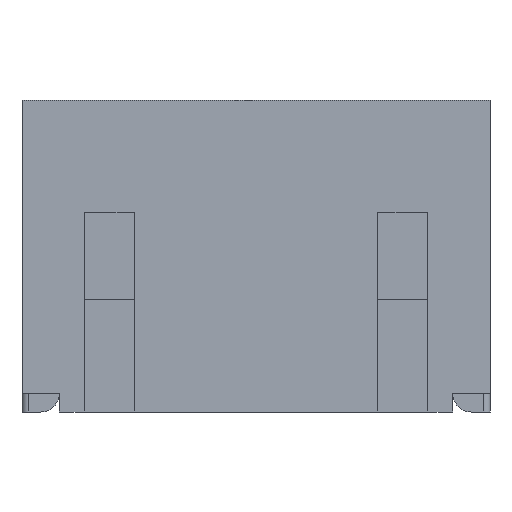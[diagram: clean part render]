
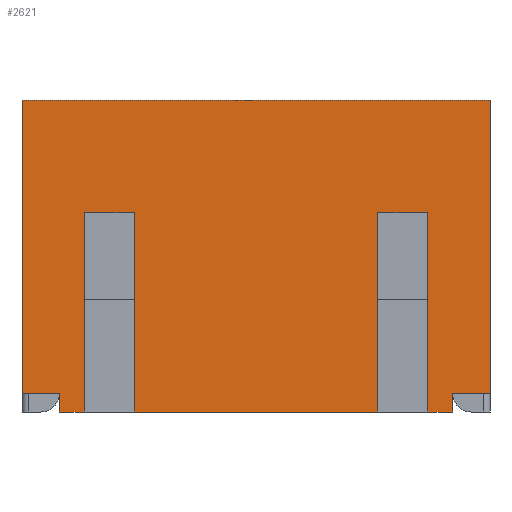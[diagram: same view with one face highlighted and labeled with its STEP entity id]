
A CAD part, left-side view. The second image highlights one B-rep face of the part: STEP entity #2621.
In plain terms, the highlighted planar face has unit normal (-1, 0, 0).
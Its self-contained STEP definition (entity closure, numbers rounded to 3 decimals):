
#37=PLANE('',#2825);
#179=FACE_OUTER_BOUND('',#317,.T.);
#317=EDGE_LOOP('',(#1957,#1958,#1959,#1960,#1961,#1962,#1963,#1964,#1965,
#1966,#1967,#1968,#1969,#1970,#1971,#1972));
#455=LINE('',#3820,#780);
#459=LINE('',#3828,#784);
#465=LINE('',#3841,#790);
#486=LINE('',#3883,#811);
#499=LINE('',#3908,#824);
#500=LINE('',#3910,#825);
#501=LINE('',#3912,#826);
#502=LINE('',#3914,#827);
#503=LINE('',#3916,#828);
#504=LINE('',#3918,#829);
#505=LINE('',#3920,#830);
#506=LINE('',#3922,#831);
#507=LINE('',#3924,#832);
#508=LINE('',#3926,#833);
#509=LINE('',#3927,#834);
#510=LINE('',#3928,#835);
#780=VECTOR('',#3119,10.);
#784=VECTOR('',#3125,10.);
#790=VECTOR('',#3135,10.);
#811=VECTOR('',#3168,10.);
#824=VECTOR('',#3187,10.);
#825=VECTOR('',#3188,10.);
#826=VECTOR('',#3189,10.);
#827=VECTOR('',#3190,10.);
#828=VECTOR('',#3191,10.);
#829=VECTOR('',#3192,10.);
#830=VECTOR('',#3193,10.);
#831=VECTOR('',#3194,10.);
#832=VECTOR('',#3195,10.);
#833=VECTOR('',#3196,10.);
#834=VECTOR('',#3197,10.);
#835=VECTOR('',#3198,10.);
#1187=VERTEX_POINT('',#3817);
#1188=VERTEX_POINT('',#3819);
#1191=VERTEX_POINT('',#3827);
#1194=VERTEX_POINT('',#3837);
#1196=VERTEX_POINT('',#3840);
#1211=VERTEX_POINT('',#3881);
#1220=VERTEX_POINT('',#3907);
#1221=VERTEX_POINT('',#3909);
#1222=VERTEX_POINT('',#3911);
#1223=VERTEX_POINT('',#3913);
#1224=VERTEX_POINT('',#3915);
#1225=VERTEX_POINT('',#3917);
#1226=VERTEX_POINT('',#3919);
#1227=VERTEX_POINT('',#3921);
#1228=VERTEX_POINT('',#3923);
#1229=VERTEX_POINT('',#3925);
#1454=EDGE_CURVE('',#1188,#1187,#455,.T.);
#1458=EDGE_CURVE('',#1191,#1188,#459,.T.);
#1464=EDGE_CURVE('',#1196,#1194,#465,.T.);
#1485=EDGE_CURVE('',#1194,#1211,#486,.T.);
#1498=EDGE_CURVE('',#1220,#1191,#499,.T.);
#1499=EDGE_CURVE('',#1187,#1221,#500,.T.);
#1500=EDGE_CURVE('',#1221,#1222,#501,.T.);
#1501=EDGE_CURVE('',#1222,#1223,#502,.T.);
#1502=EDGE_CURVE('',#1223,#1224,#503,.T.);
#1503=EDGE_CURVE('',#1224,#1225,#504,.T.);
#1504=EDGE_CURVE('',#1225,#1226,#505,.T.);
#1505=EDGE_CURVE('',#1226,#1227,#506,.T.);
#1506=EDGE_CURVE('',#1227,#1228,#507,.T.);
#1507=EDGE_CURVE('',#1229,#1228,#508,.T.);
#1508=EDGE_CURVE('',#1196,#1229,#509,.T.);
#1509=EDGE_CURVE('',#1211,#1220,#510,.T.);
#1957=ORIENTED_EDGE('',*,*,#1498,.T.);
#1958=ORIENTED_EDGE('',*,*,#1458,.T.);
#1959=ORIENTED_EDGE('',*,*,#1454,.T.);
#1960=ORIENTED_EDGE('',*,*,#1499,.T.);
#1961=ORIENTED_EDGE('',*,*,#1500,.T.);
#1962=ORIENTED_EDGE('',*,*,#1501,.T.);
#1963=ORIENTED_EDGE('',*,*,#1502,.T.);
#1964=ORIENTED_EDGE('',*,*,#1503,.T.);
#1965=ORIENTED_EDGE('',*,*,#1504,.T.);
#1966=ORIENTED_EDGE('',*,*,#1505,.T.);
#1967=ORIENTED_EDGE('',*,*,#1506,.T.);
#1968=ORIENTED_EDGE('',*,*,#1507,.F.);
#1969=ORIENTED_EDGE('',*,*,#1508,.F.);
#1970=ORIENTED_EDGE('',*,*,#1464,.T.);
#1971=ORIENTED_EDGE('',*,*,#1485,.T.);
#1972=ORIENTED_EDGE('',*,*,#1509,.T.);
#2621=ADVANCED_FACE('',(#179),#37,.T.);
#2825=AXIS2_PLACEMENT_3D('',#3906,#3185,#3186);
#3119=DIRECTION('',(0.,0.,-1.));
#3125=DIRECTION('',(0.,-1.,0.));
#3135=DIRECTION('',(0.,-1.,0.));
#3168=DIRECTION('',(0.,0.,-1.));
#3185=DIRECTION('center_axis',(-1.,0.,0.));
#3186=DIRECTION('ref_axis',(0.,-1.,0.));
#3187=DIRECTION('',(0.,0.,1.));
#3188=DIRECTION('',(0.,-1.,0.));
#3189=DIRECTION('',(0.,0.,1.));
#3190=DIRECTION('',(0.,-1.,0.));
#3191=DIRECTION('',(0.,0.,-1.));
#3192=DIRECTION('',(0.,-1.,0.));
#3193=DIRECTION('',(0.,0.,1.));
#3194=DIRECTION('',(0.,-1.,0.));
#3195=DIRECTION('',(0.,0.,1.));
#3196=DIRECTION('',(0.,-1.,0.));
#3197=DIRECTION('',(0.,0.,1.));
#3198=DIRECTION('',(0.,-1.,0.));
#3817=CARTESIAN_POINT('',(-4.45,3.45,0.));
#3819=CARTESIAN_POINT('',(-4.45,3.45,3.195));
#3820=CARTESIAN_POINT('',(-4.45,3.45,0.));
#3827=CARTESIAN_POINT('',(-4.45,4.25,3.195));
#3828=CARTESIAN_POINT('',(-4.45,4.35,3.195));
#3837=CARTESIAN_POINT('',(-4.45,4.65,0.3));
#3840=CARTESIAN_POINT('',(-4.45,5.25,0.3));
#3841=CARTESIAN_POINT('',(-4.45,5.25,0.3));
#3881=CARTESIAN_POINT('',(-4.45,4.65,0.));
#3883=CARTESIAN_POINT('',(-4.45,4.65,0.325));
#3906=CARTESIAN_POINT('Origin',(-4.45,5.25,0.));
#3907=CARTESIAN_POINT('',(-4.45,4.25,0.));
#3908=CARTESIAN_POINT('',(-4.45,4.25,1.598));
#3909=CARTESIAN_POINT('',(-4.45,-0.45,0.));
#3910=CARTESIAN_POINT('',(-4.45,5.25,0.));
#3911=CARTESIAN_POINT('',(-4.45,-0.45,3.195));
#3912=CARTESIAN_POINT('',(-4.45,-0.45,0.));
#3913=CARTESIAN_POINT('',(-4.45,-1.25,3.195));
#3914=CARTESIAN_POINT('',(-4.45,2.4,3.195));
#3915=CARTESIAN_POINT('',(-4.45,-1.25,0.));
#3916=CARTESIAN_POINT('',(-4.45,-1.25,1.598));
#3917=CARTESIAN_POINT('',(-4.45,-1.65,0.));
#3918=CARTESIAN_POINT('',(-4.45,5.25,0.));
#3919=CARTESIAN_POINT('',(-4.45,-1.65,0.3));
#3920=CARTESIAN_POINT('',(-4.45,-1.65,0.325));
#3921=CARTESIAN_POINT('',(-4.45,-2.25,0.3));
#3922=CARTESIAN_POINT('',(-4.45,1.5,0.3));
#3923=CARTESIAN_POINT('',(-4.45,-2.25,5.));
#3924=CARTESIAN_POINT('',(-4.45,-2.25,0.));
#3925=CARTESIAN_POINT('',(-4.45,5.25,5.));
#3926=CARTESIAN_POINT('',(-4.45,5.25,5.));
#3927=CARTESIAN_POINT('',(-4.45,5.25,0.));
#3928=CARTESIAN_POINT('',(-4.45,5.25,0.));
